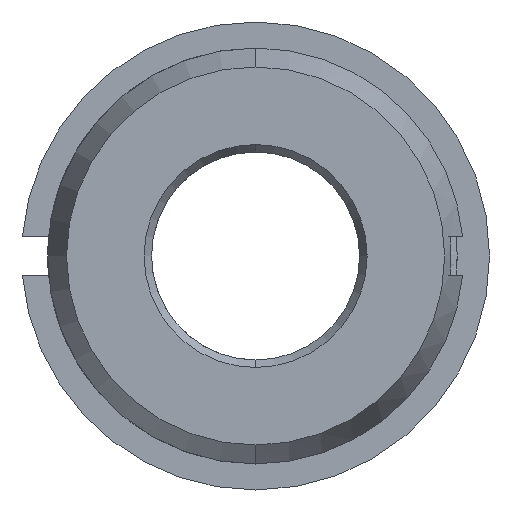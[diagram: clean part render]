
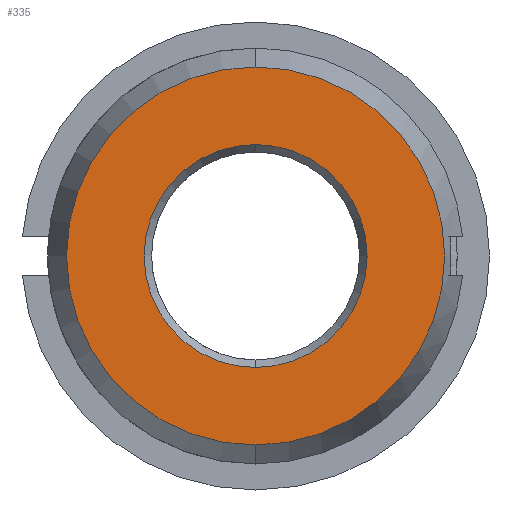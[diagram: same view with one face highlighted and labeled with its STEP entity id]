
A CAD part, left-side view. The second image highlights one B-rep face of the part: STEP entity #335.
In plain terms, the highlighted planar face has unit normal (-1, 0, 0).
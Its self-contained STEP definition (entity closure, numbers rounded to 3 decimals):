
#15 = EDGE_CURVE ( 'NONE', #947, #950, #1008, .T. ) ;
#16 = EDGE_CURVE ( 'NONE', #966, #959, #1006, .T. ) ;
#51 = FACE_OUTER_BOUND ( 'NONE', #903, .T. ) ;
#54 = FACE_BOUND ( 'NONE', #507, .T. ) ;
#71 = CIRCLE ( 'NONE', #661, 4.289 ) ;
#72 = CIRCLE ( 'NONE', #662, 7.272 ) ;
#187 = DIRECTION ( 'NONE',  ( -1., 0., 0. ) ) ;
#188 = DIRECTION ( 'NONE',  ( 0., 0., 1. ) ) ;
#297 = CARTESIAN_POINT ( 'NONE',  ( -37., 0., 4.289 ) ) ;
#311 = CARTESIAN_POINT ( 'NONE',  ( -37., 0., -4.289 ) ) ;
#335 = ADVANCED_FACE ( 'NONE', ( #54, #51 ), #714, .F. ) ;
#430 = ORIENTED_EDGE ( 'NONE', *, *, #521, .T. ) ;
#431 = ORIENTED_EDGE ( 'NONE', *, *, #16, .T. ) ;
#432 = ORIENTED_EDGE ( 'NONE', *, *, #520, .F. ) ;
#433 = ORIENTED_EDGE ( 'NONE', *, *, #15, .F. ) ;
#507 = EDGE_LOOP ( 'NONE', ( #433, #432 ) ) ;
#520 = EDGE_CURVE ( 'NONE', #950, #947, #71, .T. ) ;
#521 = EDGE_CURVE ( 'NONE', #959, #966, #72, .T. ) ;
#566 = DIRECTION ( 'NONE',  ( 0., 0., 1. ) ) ;
#567 = DIRECTION ( 'NONE',  ( -1., 0., 0. ) ) ;
#568 = CARTESIAN_POINT ( 'NONE',  ( -37., 0., 0. ) ) ;
#571 = DIRECTION ( 'NONE',  ( 0., 0., 1. ) ) ;
#573 = DIRECTION ( 'NONE',  ( -1., 0., 0. ) ) ;
#574 = CARTESIAN_POINT ( 'NONE',  ( -37., 0., 0. ) ) ;
#610 = DIRECTION ( 'NONE',  ( 1., 0., 0. ) ) ;
#613 = DIRECTION ( 'NONE',  ( 0., 0., -1. ) ) ;
#661 = AXIS2_PLACEMENT_3D ( 'NONE', #845, #187, #188 ) ;
#662 = AXIS2_PLACEMENT_3D ( 'NONE', #1050, #1051, #802 ) ;
#711 = CARTESIAN_POINT ( 'NONE',  ( -37., 7.272, 0. ) ) ;
#714 = PLANE ( 'NONE',  #831 ) ;
#719 = CARTESIAN_POINT ( 'NONE',  ( -37., 0., 7.272 ) ) ;
#726 = CARTESIAN_POINT ( 'NONE',  ( -37., 0., -7.272 ) ) ;
#802 = DIRECTION ( 'NONE',  ( 0., 0., 1. ) ) ;
#831 = AXIS2_PLACEMENT_3D ( 'NONE', #711, #610, #613 ) ;
#845 = CARTESIAN_POINT ( 'NONE',  ( -37., 0., 0. ) ) ;
#903 = EDGE_LOOP ( 'NONE', ( #431, #430 ) ) ;
#947 = VERTEX_POINT ( 'NONE', #297 ) ;
#950 = VERTEX_POINT ( 'NONE', #311 ) ;
#959 = VERTEX_POINT ( 'NONE', #719 ) ;
#966 = VERTEX_POINT ( 'NONE', #726 ) ;
#1006 = CIRCLE ( 'NONE', #1069, 7.272 ) ;
#1008 = CIRCLE ( 'NONE', #1070, 4.289 ) ;
#1050 = CARTESIAN_POINT ( 'NONE',  ( -37., 0., 0. ) ) ;
#1051 = DIRECTION ( 'NONE',  ( -1., 0., 0. ) ) ;
#1069 = AXIS2_PLACEMENT_3D ( 'NONE', #568, #567, #566 ) ;
#1070 = AXIS2_PLACEMENT_3D ( 'NONE', #574, #573, #571 ) ;
